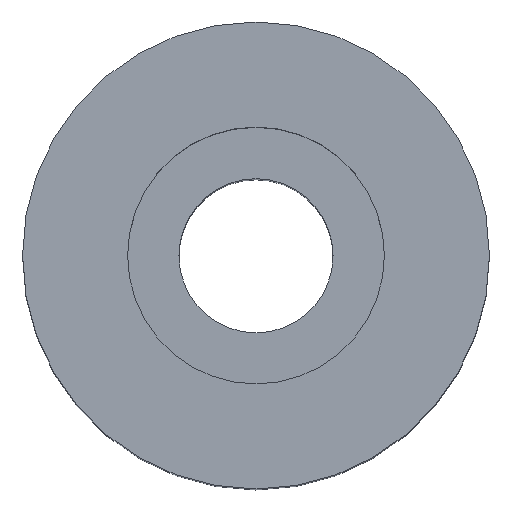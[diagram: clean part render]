
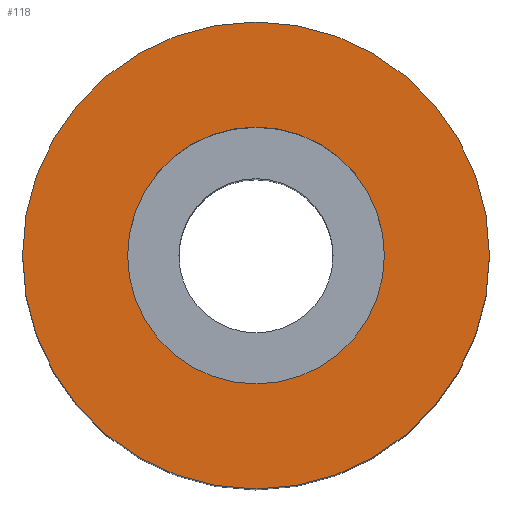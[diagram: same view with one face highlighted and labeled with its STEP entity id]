
A CAD part, top view. The second image highlights one B-rep face of the part: STEP entity #118.
In plain terms, the highlighted planar face has unit normal (0, 0, 1).
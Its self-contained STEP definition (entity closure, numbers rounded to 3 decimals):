
#4 = DIRECTION ( 'NONE',  ( 0., 0., 1. ) ) ;
#14 = CARTESIAN_POINT ( 'NONE',  ( 0., 0., 25. ) ) ;
#19 = DIRECTION ( 'NONE',  ( 0., 0., -1. ) ) ;
#21 = CARTESIAN_POINT ( 'NONE',  ( -5.5, 0., 25. ) ) ;
#24 = VERTEX_POINT ( 'NONE', #172 ) ;
#25 = AXIS2_PLACEMENT_3D ( 'NONE', #215, #246, #323 ) ;
#34 = CARTESIAN_POINT ( 'NONE',  ( 0., 0., 25. ) ) ;
#40 = ORIENTED_EDGE ( 'NONE', *, *, #306, .T. ) ;
#83 = DIRECTION ( 'NONE',  ( 1., 0., 0. ) ) ;
#97 = CIRCLE ( 'NONE', #25, 5.5 ) ;
#118 = ADVANCED_FACE ( 'NONE', ( #358, #274 ), #152, .F. ) ;
#132 = AXIS2_PLACEMENT_3D ( 'NONE', #272, #212, #83 ) ;
#143 = DIRECTION ( 'NONE',  ( 1., 0., 0. ) ) ;
#151 = DIRECTION ( 'NONE',  ( 1., 0., 0. ) ) ;
#152 = PLANE ( 'NONE',  #378 ) ;
#160 = CIRCLE ( 'NONE', #132, 10. ) ;
#172 = CARTESIAN_POINT ( 'NONE',  ( 10., 0., 25. ) ) ;
#201 = VERTEX_POINT ( 'NONE', #336 ) ;
#212 = DIRECTION ( 'NONE',  ( 0., 0., 1. ) ) ;
#215 = CARTESIAN_POINT ( 'NONE',  ( 0., 0., 25. ) ) ;
#237 = CIRCLE ( 'NONE', #333, 5.5 ) ;
#246 = DIRECTION ( 'NONE',  ( 0., 0., 1. ) ) ;
#257 = ORIENTED_EDGE ( 'NONE', *, *, #265, .T. ) ;
#265 = EDGE_CURVE ( 'NONE', #24, #201, #386, .T. ) ;
#272 = CARTESIAN_POINT ( 'NONE',  ( 0., 0., 25. ) ) ;
#274 = FACE_OUTER_BOUND ( 'NONE', #308, .T. ) ;
#280 = EDGE_CURVE ( 'NONE', #305, #403, #97, .T. ) ;
#281 = EDGE_LOOP ( 'NONE', ( #346, #293 ) ) ;
#293 = ORIENTED_EDGE ( 'NONE', *, *, #344, .F. ) ;
#300 = AXIS2_PLACEMENT_3D ( 'NONE', #34, #4, #143 ) ;
#305 = VERTEX_POINT ( 'NONE', #367 ) ;
#306 = EDGE_CURVE ( 'NONE', #201, #24, #160, .T. ) ;
#308 = EDGE_LOOP ( 'NONE', ( #257, #40 ) ) ;
#323 = DIRECTION ( 'NONE',  ( 1., 0., 0. ) ) ;
#331 = DIRECTION ( 'NONE',  ( -1., 0., 0. ) ) ;
#332 = DIRECTION ( 'NONE',  ( 0., 0., 1. ) ) ;
#333 = AXIS2_PLACEMENT_3D ( 'NONE', #14, #332, #151 ) ;
#336 = CARTESIAN_POINT ( 'NONE',  ( -10., 0., 25. ) ) ;
#344 = EDGE_CURVE ( 'NONE', #403, #305, #237, .T. ) ;
#346 = ORIENTED_EDGE ( 'NONE', *, *, #280, .F. ) ;
#358 = FACE_BOUND ( 'NONE', #281, .T. ) ;
#367 = CARTESIAN_POINT ( 'NONE',  ( 5.5, 0., 25. ) ) ;
#378 = AXIS2_PLACEMENT_3D ( 'NONE', #397, #19, #331 ) ;
#386 = CIRCLE ( 'NONE', #300, 10. ) ;
#397 = CARTESIAN_POINT ( 'NONE',  ( 10., 0., 25. ) ) ;
#403 = VERTEX_POINT ( 'NONE', #21 ) ;
